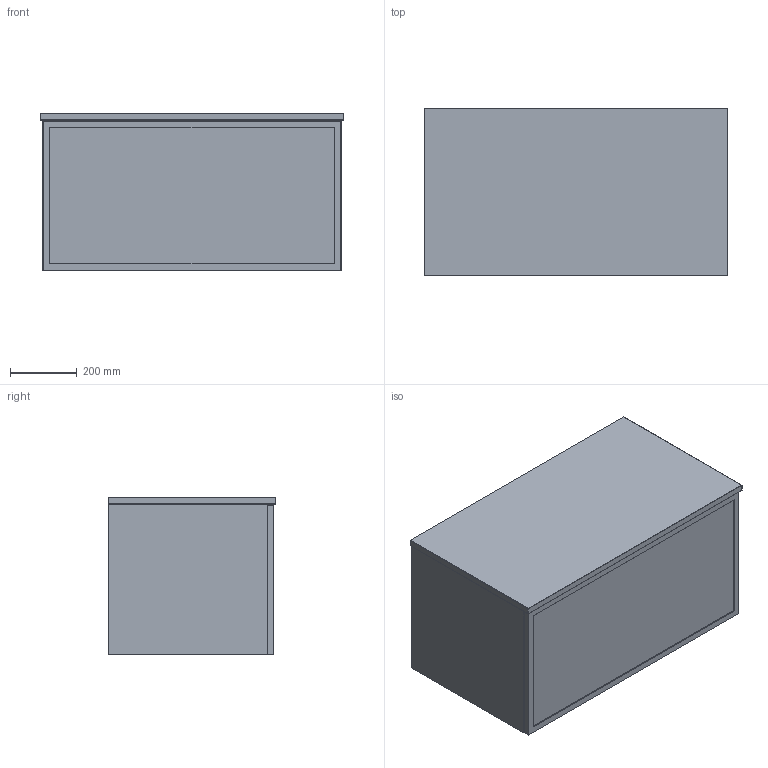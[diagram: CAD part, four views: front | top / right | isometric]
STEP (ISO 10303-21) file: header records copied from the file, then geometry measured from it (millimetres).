
FILE_DESCRIPTION(/* description */ (''),/* implementation_level */ '2;1');
FILE_NAME(/* name */ 'Kado Lux Slim 900 (20MM)',/* time_stamp */ '2025-07-09T15:05:29+10:00',/* author */ (''),/* organization */ (''),/* preprocessor_version */ 'ST-DEVELOPER v16.5',/* originating_system */ '',/* authorisation */ '');
FILE_SCHEMA (('AUTOMOTIVE_DESIGN'));
Length unit declared in the file: millimetre
Products named in the file (10): Document; Kado Lux Slim 900 (20MM); Kado Lux Slim ALL12; Kado Lux Slim 90011; Lux Slim Drawer Front 89078; Lux Slim Drawer Front 890234; Kado Lux Slim Carcass 9006; 20MM Benchtops (All-Drawer)10; 900 Benchtop (20MM) Lux Slim9; 900 Benchtop (20MM) Lux Slim
Assembly tree (9 placements, depth 6):
  Document
    Kado Lux Slim 900 (20MM)
      Kado Lux Slim ALL12
        Kado Lux Slim 90011
          Lux Slim Drawer Front 89078
            Lux Slim Drawer Front 890234
          Kado Lux Slim Carcass 9006
      20MM Benchtops (All-Drawer)10
        900 Benchtop (20MM) Lux Slim9
          900 Benchtop (20MM) Lux Slim
Bounding box: 905 x 500 x 470 mm (x, y, z)
Volume: 35389376.3 mm3; surface area: 4510963.3 mm2
Topology: 7 solids, 7 shells, 61 faces, 126 edges, 76 vertices
Faces by surface type: plane 47, cylinder 10, bspline 4
Entity records: 1829 total; most frequent: CARTESIAN_POINT 599, ORIENTED_EDGE 244, EDGE_CURVE 122, B_SPLINE_CURVE_WITH_KNOTS 106, DIRECTION 101, AXIS2_PLACEMENT_3D 79, VERTEX_POINT 76, EDGE_LOOP 62
